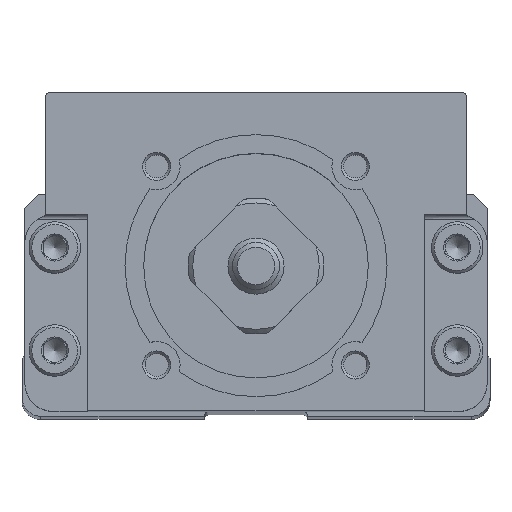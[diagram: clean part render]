
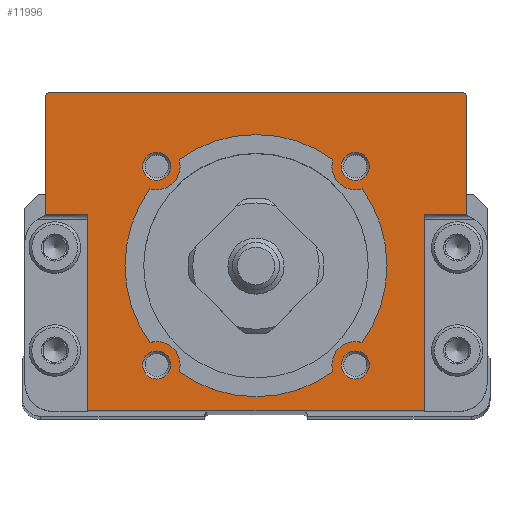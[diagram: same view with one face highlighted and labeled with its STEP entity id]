
A CAD part, top view. The second image highlights one B-rep face of the part: STEP entity #11996.
In plain terms, the highlighted face is planar.
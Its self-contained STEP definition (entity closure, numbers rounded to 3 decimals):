
#420=PLANE('',#12838);
#581=CIRCLE('',#12237,14.);
#583=CIRCLE('',#12240,14.);
#585=CIRCLE('',#12243,14.);
#587=CIRCLE('',#12246,14.);
#624=CIRCLE('',#12309,0.2);
#680=CIRCLE('',#12411,0.2);
#681=CIRCLE('',#12414,0.5);
#684=CIRCLE('',#12419,0.5);
#837=CIRCLE('',#12839,1.5);
#838=CIRCLE('',#12840,1.5);
#839=CIRCLE('',#12841,1.5);
#840=CIRCLE('',#12842,2.5);
#841=CIRCLE('',#12843,2.5);
#842=CIRCLE('',#12844,2.5);
#843=CIRCLE('',#12845,2.5);
#844=CIRCLE('',#12846,1.5);
#2436=ORIENTED_EDGE('',*,*,#4300,.F.);
#2437=ORIENTED_EDGE('',*,*,#4301,.F.);
#2438=ORIENTED_EDGE('',*,*,#3878,.T.);
#2439=ORIENTED_EDGE('',*,*,#3870,.T.);
#2440=ORIENTED_EDGE('',*,*,#3868,.T.);
#2441=ORIENTED_EDGE('',*,*,#3866,.T.);
#2442=ORIENTED_EDGE('',*,*,#3863,.F.);
#2443=ORIENTED_EDGE('',*,*,#4143,.F.);
#2444=ORIENTED_EDGE('',*,*,#4139,.F.);
#2445=ORIENTED_EDGE('',*,*,#3678,.F.);
#2446=ORIENTED_EDGE('',*,*,#4135,.T.);
#2447=ORIENTED_EDGE('',*,*,#4133,.T.);
#2448=ORIENTED_EDGE('',*,*,#3692,.F.);
#2449=ORIENTED_EDGE('',*,*,#3880,.T.);
#2450=ORIENTED_EDGE('',*,*,#4302,.F.);
#2451=ORIENTED_EDGE('',*,*,#4303,.F.);
#2452=ORIENTED_EDGE('',*,*,#3545,.T.);
#2453=ORIENTED_EDGE('',*,*,#4304,.F.);
#2454=ORIENTED_EDGE('',*,*,#3549,.T.);
#2455=ORIENTED_EDGE('',*,*,#4305,.F.);
#2456=ORIENTED_EDGE('',*,*,#3553,.T.);
#2457=ORIENTED_EDGE('',*,*,#4306,.F.);
#2458=ORIENTED_EDGE('',*,*,#3557,.T.);
#2459=ORIENTED_EDGE('',*,*,#4307,.F.);
#3545=EDGE_CURVE('',#4840,#4842,#581,.T.);
#3549=EDGE_CURVE('',#4844,#4846,#583,.T.);
#3553=EDGE_CURVE('',#4848,#4850,#585,.T.);
#3557=EDGE_CURVE('',#4852,#4854,#587,.T.);
#3678=EDGE_CURVE('',#4954,#4956,#5797,.T.);
#3692=EDGE_CURVE('',#4966,#4968,#624,.F.);
#3863=EDGE_CURVE('',#5082,#5083,#680,.F.);
#3866=EDGE_CURVE('',#5084,#5083,#5922,.T.);
#3868=EDGE_CURVE('',#5085,#5084,#681,.F.);
#3870=EDGE_CURVE('',#5086,#5085,#5925,.T.);
#3878=EDGE_CURVE('',#5093,#5086,#684,.F.);
#3880=EDGE_CURVE('',#4966,#5093,#5932,.T.);
#4133=EDGE_CURVE('',#5259,#4968,#6072,.T.);
#4135=EDGE_CURVE('',#4954,#5259,#6074,.T.);
#4139=EDGE_CURVE('',#4956,#5262,#6076,.T.);
#4143=EDGE_CURVE('',#5262,#5082,#6079,.T.);
#4300=EDGE_CURVE('',#5369,#5369,#837,.F.);
#4301=EDGE_CURVE('',#5370,#5370,#838,.F.);
#4302=EDGE_CURVE('',#5371,#5371,#839,.F.);
#4303=EDGE_CURVE('',#4840,#4854,#840,.T.);
#4304=EDGE_CURVE('',#4844,#4842,#841,.T.);
#4305=EDGE_CURVE('',#4848,#4846,#842,.T.);
#4306=EDGE_CURVE('',#4852,#4850,#843,.T.);
#4307=EDGE_CURVE('',#5372,#5372,#844,.F.);
#4840=VERTEX_POINT('',#15915);
#4842=VERTEX_POINT('',#15919);
#4844=VERTEX_POINT('',#15924);
#4846=VERTEX_POINT('',#15928);
#4848=VERTEX_POINT('',#15933);
#4850=VERTEX_POINT('',#15937);
#4852=VERTEX_POINT('',#15942);
#4854=VERTEX_POINT('',#15946);
#4954=VERTEX_POINT('',#16381);
#4956=VERTEX_POINT('',#16384);
#4966=VERTEX_POINT('',#16409);
#4968=VERTEX_POINT('',#16412);
#5082=VERTEX_POINT('',#16752);
#5083=VERTEX_POINT('',#16754);
#5084=VERTEX_POINT('',#16763);
#5085=VERTEX_POINT('',#16767);
#5086=VERTEX_POINT('',#16771);
#5093=VERTEX_POINT('',#16787);
#5259=VERTEX_POINT('',#17487);
#5262=VERTEX_POINT('',#17499);
#5369=VERTEX_POINT('',#17896);
#5370=VERTEX_POINT('',#17898);
#5371=VERTEX_POINT('',#17900);
#5372=VERTEX_POINT('',#17906);
#5797=LINE('',#16383,#6639);
#5922=LINE('',#16762,#6764);
#5925=LINE('',#16770,#6767);
#5932=LINE('',#16790,#6774);
#6072=LINE('',#17486,#6914);
#6074=LINE('',#17490,#6916);
#6076=LINE('',#17498,#6918);
#6079=LINE('',#17506,#6921);
#6639=VECTOR('',#13368,1000.);
#6764=VECTOR('',#13709,1000.);
#6767=VECTOR('',#13718,1000.);
#6774=VECTOR('',#13735,1000.);
#6914=VECTOR('',#14297,1000.);
#6916=VECTOR('',#14301,1000.);
#6918=VECTOR('',#14311,1000.);
#6921=VECTOR('',#14318,1000.);
#7902=EDGE_LOOP('',(#2436));
#7903=EDGE_LOOP('',(#2437));
#7904=EDGE_LOOP('',(#2438,#2439,#2440,#2441,#2442,#2443,#2444,#2445,#2446,
#2447,#2448,#2449));
#7905=EDGE_LOOP('',(#2450));
#7906=EDGE_LOOP('',(#2451,#2452,#2453,#2454,#2455,#2456,#2457,#2458));
#7907=EDGE_LOOP('',(#2459));
#8672=FACE_BOUND('',#7902,.T.);
#8673=FACE_BOUND('',#7903,.T.);
#8674=FACE_BOUND('',#7904,.T.);
#8675=FACE_BOUND('',#7905,.T.);
#8676=FACE_BOUND('',#7906,.T.);
#8677=FACE_BOUND('',#7907,.T.);
#11996=ADVANCED_FACE('',(#8672,#8673,#8674,#8675,#8676,#8677),#420,.F.);
#12237=AXIS2_PLACEMENT_3D('',#15920,#13187,#13188);
#12240=AXIS2_PLACEMENT_3D('',#15929,#13195,#13196);
#12243=AXIS2_PLACEMENT_3D('',#15938,#13203,#13204);
#12246=AXIS2_PLACEMENT_3D('',#15947,#13211,#13212);
#12309=AXIS2_PLACEMENT_3D('',#16411,#13388,#13389);
#12411=AXIS2_PLACEMENT_3D('',#16753,#13704,#13705);
#12414=AXIS2_PLACEMENT_3D('',#16766,#13713,#13714);
#12419=AXIS2_PLACEMENT_3D('',#16786,#13730,#13731);
#12838=AXIS2_PLACEMENT_3D('',#17894,#14801,#14802);
#12839=AXIS2_PLACEMENT_3D('',#17895,#14803,#14804);
#12840=AXIS2_PLACEMENT_3D('',#17897,#14805,#14806);
#12841=AXIS2_PLACEMENT_3D('',#17899,#14807,#14808);
#12842=AXIS2_PLACEMENT_3D('',#17901,#14809,#14810);
#12843=AXIS2_PLACEMENT_3D('',#17902,#14811,#14812);
#12844=AXIS2_PLACEMENT_3D('',#17903,#14813,#14814);
#12845=AXIS2_PLACEMENT_3D('',#17904,#14815,#14816);
#12846=AXIS2_PLACEMENT_3D('',#17905,#14817,#14818);
#13187=DIRECTION('',(1.,0.,0.));
#13188=DIRECTION('',(0.,0.,-1.));
#13195=DIRECTION('',(1.,0.,0.));
#13196=DIRECTION('',(0.,0.,-1.));
#13203=DIRECTION('',(1.,0.,0.));
#13204=DIRECTION('',(0.,0.,-1.));
#13211=DIRECTION('',(1.,0.,0.));
#13212=DIRECTION('',(0.,0.,-1.));
#13368=DIRECTION('',(0.,0.,-1.));
#13388=DIRECTION('',(1.,0.,0.));
#13389=DIRECTION('',(0.,0.,-1.));
#13704=DIRECTION('',(1.,0.,0.));
#13705=DIRECTION('',(0.,0.,-1.));
#13709=DIRECTION('',(0.,-1.,0.));
#13713=DIRECTION('',(1.,0.,0.));
#13714=DIRECTION('',(0.,0.,-1.));
#13718=DIRECTION('',(0.,0.,-1.));
#13730=DIRECTION('',(1.,0.,0.));
#13731=DIRECTION('',(0.,0.,-1.));
#13735=DIRECTION('',(0.,1.,0.));
#14297=DIRECTION('',(0.,0.,1.));
#14301=DIRECTION('',(0.,1.,0.));
#14311=DIRECTION('',(0.,1.,0.));
#14318=DIRECTION('',(0.,0.,-1.));
#14801=DIRECTION('',(1.,0.,0.));
#14802=DIRECTION('',(0.,0.,-1.));
#14803=DIRECTION('',(1.,0.,0.));
#14804=DIRECTION('',(0.,0.,-1.));
#14805=DIRECTION('',(1.,0.,0.));
#14806=DIRECTION('',(0.,0.,-1.));
#14807=DIRECTION('',(1.,0.,0.));
#14808=DIRECTION('',(0.,0.,-1.));
#14809=DIRECTION('',(1.,0.,0.));
#14810=DIRECTION('',(0.,0.,-1.));
#14811=DIRECTION('',(1.,0.,0.));
#14812=DIRECTION('',(0.,0.,-1.));
#14813=DIRECTION('',(1.,0.,0.));
#14814=DIRECTION('',(0.,0.,-1.));
#14815=DIRECTION('',(1.,0.,0.));
#14816=DIRECTION('',(0.,0.,-1.));
#14817=DIRECTION('',(1.,0.,0.));
#14818=DIRECTION('',(0.,0.,-1.));
#15915=CARTESIAN_POINT('',(-47.,8.215,11.336));
#15919=CARTESIAN_POINT('',(-47.,-8.215,11.336));
#15920=CARTESIAN_POINT('',(-47.,0.,0.));
#15924=CARTESIAN_POINT('',(-47.,-11.336,8.215));
#15928=CARTESIAN_POINT('',(-47.,-11.336,-8.215));
#15929=CARTESIAN_POINT('',(-47.,0.,0.));
#15933=CARTESIAN_POINT('',(-47.,-8.215,-11.336));
#15937=CARTESIAN_POINT('',(-47.,8.215,-11.336));
#15938=CARTESIAN_POINT('',(-47.,0.,0.));
#15942=CARTESIAN_POINT('',(-47.,11.336,-8.215));
#15946=CARTESIAN_POINT('',(-47.,11.336,8.215));
#15947=CARTESIAN_POINT('',(-47.,0.,0.));
#16381=CARTESIAN_POINT('',(-47.,-15.5,18.));
#16383=CARTESIAN_POINT('',(-47.,-15.5,5.));
#16384=CARTESIAN_POINT('',(-47.,-15.5,-18.));
#16409=CARTESIAN_POINT('',(-47.,5.54,22.5));
#16411=CARTESIAN_POINT('',(-47.,5.54,22.7));
#16412=CARTESIAN_POINT('',(-47.,5.5,22.504));
#16752=CARTESIAN_POINT('',(-47.,5.5,-22.504));
#16753=CARTESIAN_POINT('',(-47.,5.54,-22.7));
#16754=CARTESIAN_POINT('',(-47.,5.54,-22.5));
#16762=CARTESIAN_POINT('',(-47.,5.54,-22.5));
#16763=CARTESIAN_POINT('',(-47.,18.,-22.5));
#16766=CARTESIAN_POINT('',(-47.,18.,-22.));
#16767=CARTESIAN_POINT('',(-47.,18.5,-22.));
#16770=CARTESIAN_POINT('',(-47.,18.5,-22.));
#16771=CARTESIAN_POINT('',(-47.,18.5,22.));
#16786=CARTESIAN_POINT('',(-47.,18.,22.));
#16787=CARTESIAN_POINT('',(-47.,18.,22.5));
#16790=CARTESIAN_POINT('',(-47.,18.,22.5));
#17486=CARTESIAN_POINT('',(-47.,5.5,28.));
#17487=CARTESIAN_POINT('',(-47.,5.5,18.));
#17490=CARTESIAN_POINT('',(-47.,5.,18.));
#17498=CARTESIAN_POINT('',(-47.,5.,-18.));
#17499=CARTESIAN_POINT('',(-47.,5.5,-18.));
#17506=CARTESIAN_POINT('',(-47.,5.5,-28.));
#17894=CARTESIAN_POINT('',(-47.,14.,0.));
#17895=CARTESIAN_POINT('',(-47.,-10.607,10.607));
#17896=CARTESIAN_POINT('',(-47.,-10.607,9.107));
#17897=CARTESIAN_POINT('',(-47.,-10.607,-10.607));
#17898=CARTESIAN_POINT('',(-47.,-10.607,-12.107));
#17899=CARTESIAN_POINT('',(-47.,10.607,10.607));
#17900=CARTESIAN_POINT('',(-47.,10.607,9.107));
#17901=CARTESIAN_POINT('',(-47.,10.607,10.607));
#17902=CARTESIAN_POINT('',(-47.,-10.607,10.607));
#17903=CARTESIAN_POINT('',(-47.,-10.607,-10.607));
#17904=CARTESIAN_POINT('',(-47.,10.607,-10.607));
#17905=CARTESIAN_POINT('',(-47.,10.607,-10.607));
#17906=CARTESIAN_POINT('',(-47.,10.607,-12.107));
